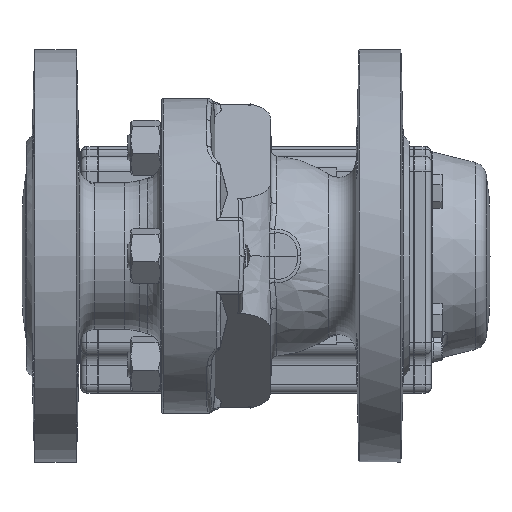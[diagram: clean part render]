
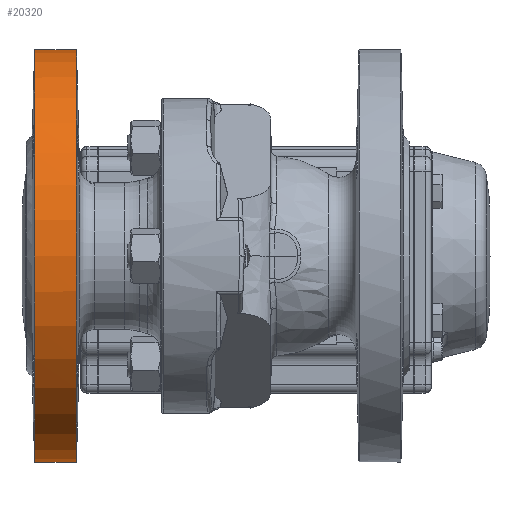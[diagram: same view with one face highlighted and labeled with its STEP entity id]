
A CAD part, front view. The second image highlights one B-rep face of the part: STEP entity #20320.
In plain terms, the highlighted cylindrical face has radius 70 mm (diameter 140 mm), a full revolution.
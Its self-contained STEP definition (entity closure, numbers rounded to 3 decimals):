
#1695=CYLINDRICAL_SURFACE('',#22143,70.);
#2106=CIRCLE('',#22138,70.);
#2111=CIRCLE('',#22144,70.);
#3473=ORIENTED_EDGE('',*,*,#9577,.F.);
#3474=ORIENTED_EDGE('',*,*,#9572,.T.);
#9572=EDGE_CURVE('',#12647,#12647,#2106,.T.);
#9577=EDGE_CURVE('',#12648,#12648,#2111,.T.);
#12647=VERTEX_POINT('',#30566);
#12648=VERTEX_POINT('',#30573);
#16765=EDGE_LOOP('',(#3473));
#16766=EDGE_LOOP('',(#3474));
#18361=FACE_BOUND('',#16765,.T.);
#18362=FACE_BOUND('',#16766,.T.);
#20320=ADVANCED_FACE('',(#18361,#18362),#1695,.T.);
#22138=AXIS2_PLACEMENT_3D('',#30565,#24617,#24618);
#22143=AXIS2_PLACEMENT_3D('',#30571,#24627,#24628);
#22144=AXIS2_PLACEMENT_3D('',#30572,#24629,#24630);
#24617=DIRECTION('',(1.,0.,0.));
#24618=DIRECTION('',(0.,0.,-1.));
#24627=DIRECTION('',(1.,0.,0.));
#24628=DIRECTION('',(0.,0.,-1.));
#24629=DIRECTION('',(1.,0.,0.));
#24630=DIRECTION('',(0.,0.,-1.));
#30565=CARTESIAN_POINT('',(-75.241,0.,0.));
#30566=CARTESIAN_POINT('',(-75.241,0.,-70.));
#30571=CARTESIAN_POINT('',(8.769,0.,0.));
#30572=CARTESIAN_POINT('',(-61.,0.,0.));
#30573=CARTESIAN_POINT('',(-61.,0.,-70.));
